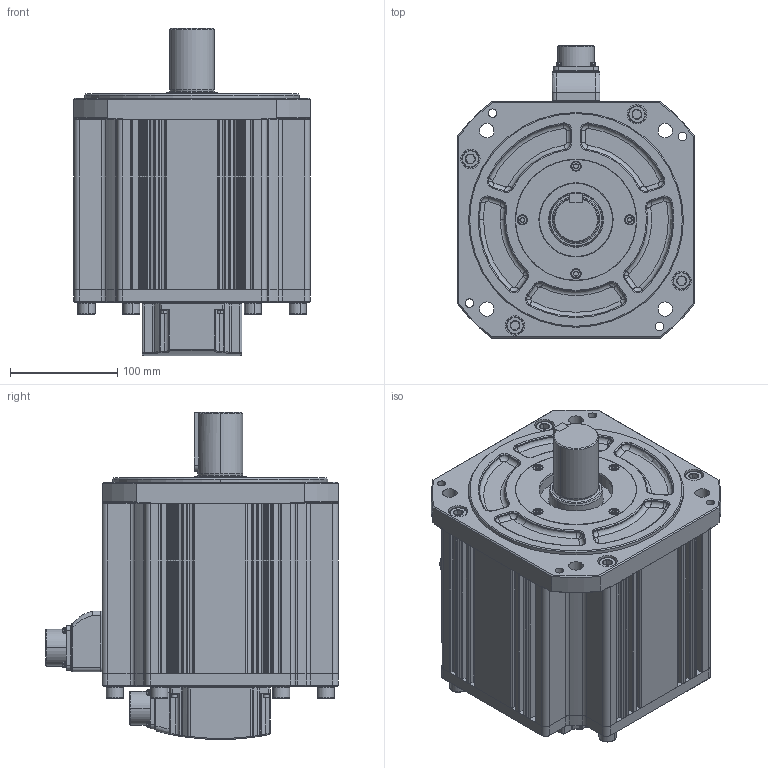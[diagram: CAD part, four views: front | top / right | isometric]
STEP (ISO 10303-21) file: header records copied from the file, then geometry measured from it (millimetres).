
FILE_DESCRIPTION (( 'STEP AP214' ), '1' );
FILE_NAME ('FM22GA001-1G04_Out Line(APM-FG75D_K,FG60G_K,FG44M_K).STEP', '2019-07-11T01:21:58', ( '' ), ( '' ), 'SwSTEP 2.0', 'SolidWorks 2011', '' );
FILE_SCHEMA (( 'AUTOMOTIVE_DESIGN' ));
Length unit declared in the file: millimetre
Products named in the file (1): FM22GA001-1G04_Out Line(APM-FG75D_K,FG60G_K,FG44M_K)
Bounding box: 220 x 272.5 x 304.5 mm (x, y, z)
Volume: 8516145 mm3; surface area: 656217.4 mm2
Topology: 57 solids, 57 shells, 2118 faces, 5281 edges, 3345 vertices
Faces by surface type: cylinder 836, plane 717, cone 273, torus 147, bspline 145
Entity records: 95485 total; most frequent: CARTESIAN_POINT 20700, DIRECTION 10937, ORIENTED_EDGE 10422, EDGE_CURVE 5211, AXIS2_PLACEMENT_3D 4228, VERTEX_POINT 3345, VECTOR 2481, LINE 2481
